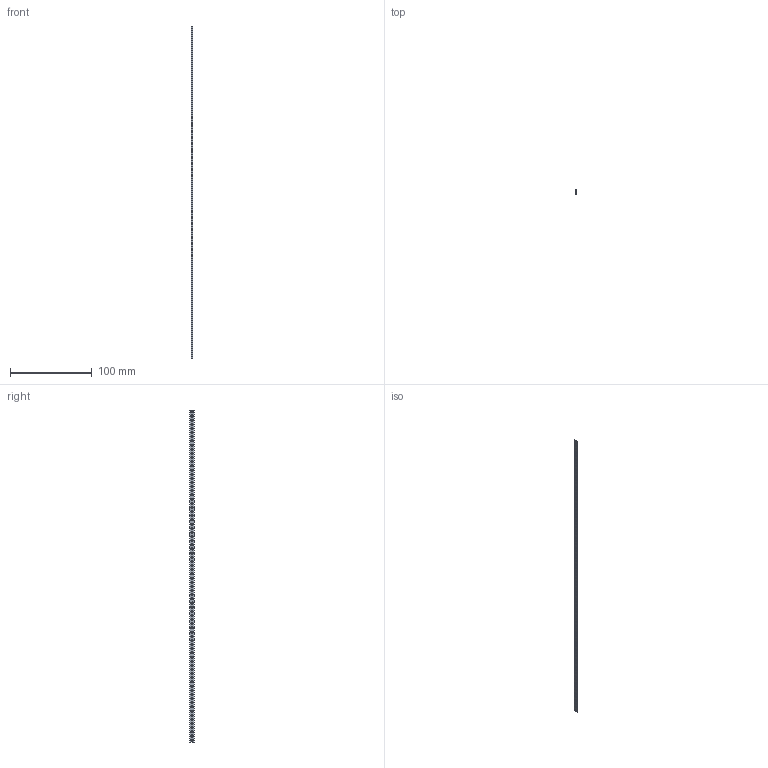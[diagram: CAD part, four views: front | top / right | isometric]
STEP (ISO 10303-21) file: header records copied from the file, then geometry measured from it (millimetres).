
FILE_DESCRIPTION(/* description */ (''),/* implementation_level */ '2;1');
FILE_NAME(/* name */ '54000802_GS 00080-II.stp',/* time_stamp */ '2016-09-28T13:52:05+02:00',/* author */ ('Watermann'),/* organization */ ('Fa. Bopla'),/* preprocessor_version */ 'ST-DEVELOPER v16.1',/* originating_system */ 'Autodesk Inventor 2016',/* authorisation */ '');
FILE_SCHEMA (('AUTOMOTIVE_DESIGN { 1 0 10303 214 3 1 1 }'));
Length unit declared in the file: millimetre
Products named in the file (1): GS_II_80TE_3D
Bounding box: 1.5 x 5 x 405.82 mm (x, y, z)
Volume: 2454.6 mm3; surface area: 5447.7 mm2
Topology: 1 solids, 1 shells, 86 faces, 252 edges, 168 vertices
Faces by surface type: cylinder 80, plane 6
Full cylindrical faces by diameter (mm): 2.5 x80
Entity records: 2900 total; most frequent: DIRECTION 506, CARTESIAN_POINT 427, ORIENTED_EDGE 344, EDGE_LOOP 326, AXIS2_PLACEMENT_3D 247, FACE_BOUND 240, EDGE_CURVE 172, VERTEX_POINT 168
